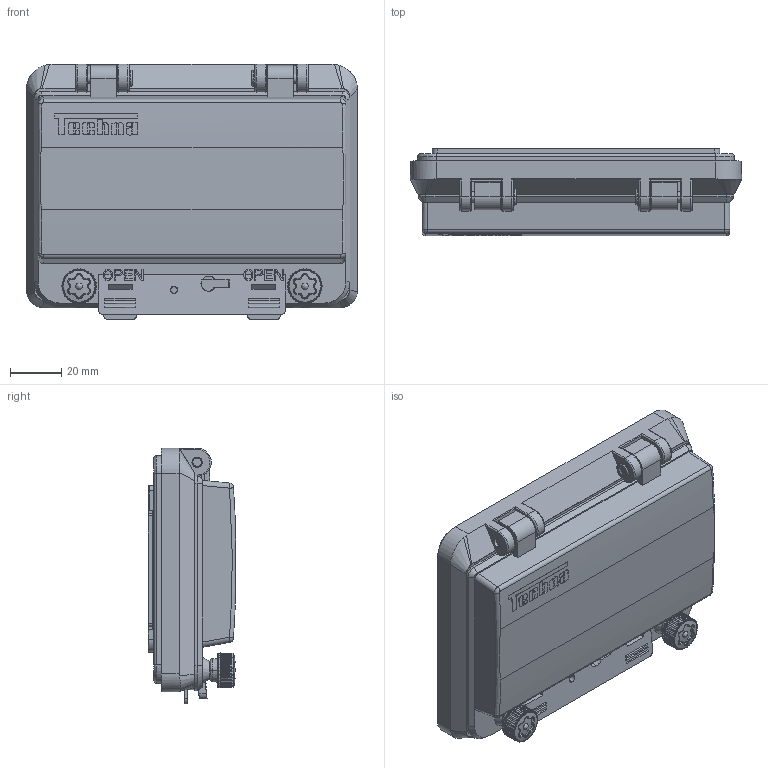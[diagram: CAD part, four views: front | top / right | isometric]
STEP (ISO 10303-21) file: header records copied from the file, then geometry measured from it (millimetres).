
FILE_DESCRIPTION (( 'STEP AP214' ), '1' );
FILE_NAME ('WINtec06.STEP', '2023-04-06T13:53:50', ( '' ), ( '' ), 'SwSTEP 2.0', 'SolidWorks 2023', '' );
FILE_SCHEMA (( 'AUTOMOTIVE_DESIGN' ));
Length unit declared in the file: millimetre
Products named in the file (6): WINtec06JIAOTIAO-13A; WINtec06XIAODING; WINtec06; WINtec0606-2; WINtec06LUOSHUAN; WINtec0606-1
Assembly tree (7 placements, depth 2):
  WINtec06
    WINtec0606-2
    WINtec0606-1
    WINtec06LUOSHUAN  x2
    WINtec06XIAODING  x2
    WINtec06JIAOTIAO-13A
Bounding box: 129 x 34 x 99.65 mm (x, y, z)
Volume: 93170.9 mm3; surface area: 85765.6 mm2
Topology: 7 solids, 7 shells, 1779 faces, 4642 edges, 2911 vertices
Faces by surface type: plane 632, bspline 454, cylinder 369, cone 324
Entity records: 55059 total; most frequent: CARTESIAN_POINT 24250, ORIENTED_EDGE 7328, DIRECTION 5053, EDGE_CURVE 3664, VERTEX_POINT 2330, VECTOR 1927, LINE 1927, AXIS2_PLACEMENT_3D 1563
